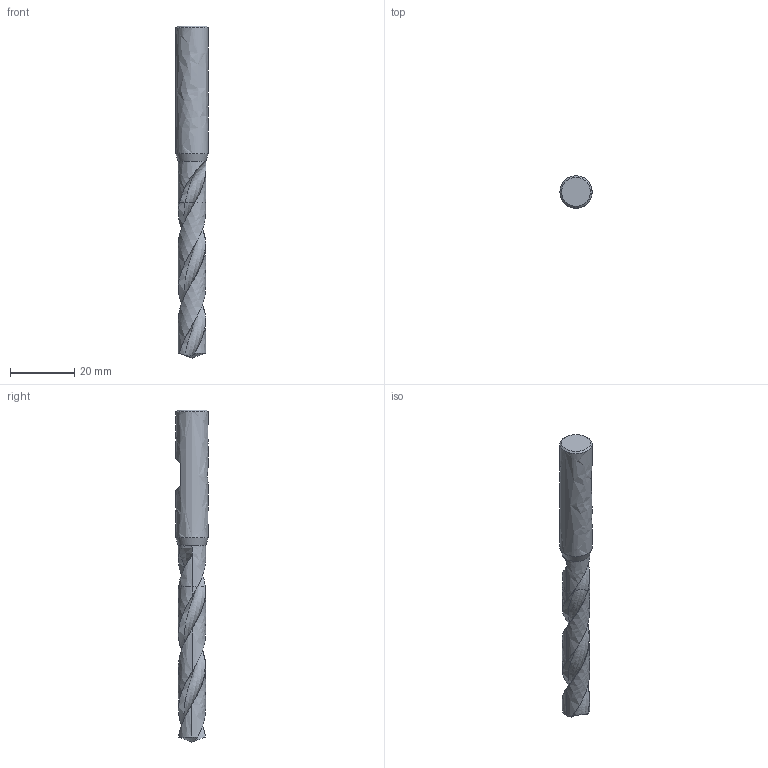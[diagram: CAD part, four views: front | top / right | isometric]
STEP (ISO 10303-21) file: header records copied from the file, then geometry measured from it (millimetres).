
FILE_DESCRIPTION(('STEP'), '1');
FILE_NAME('1115120085.stp', '2021-09-29T14:10:29', ('TDM Systems GmbH'), ('TDM Systems GmbH'), 'HarmonyWare STEP v2.1.2-dev Express v3.0.0.0', 'TDM', 'Unknown');
FILE_SCHEMA(('AUTOMOTIVE_DESIGN'));
Length unit declared in the file: millimetre
Products named in the file (1): NONE
Bounding box: 10 x 10 x 103 mm (x, y, z)
Volume: 5488.8 mm3; surface area: 3241.7 mm2
Topology: 2 solids, 2 shells, 31 faces, 85 edges, 63 vertices
Faces by surface type: bspline 25, plane 6
Entity records: 4934 total; most frequent: CARTESIAN_POINT 4252, ORIENTED_EDGE 160, EDGE_CURVE 80, DIRECTION 79, VERTEX_POINT 54, B_SPLINE_CURVE_WITH_KNOTS 38, EDGE_LOOP 32, ADVANCED_FACE 31
